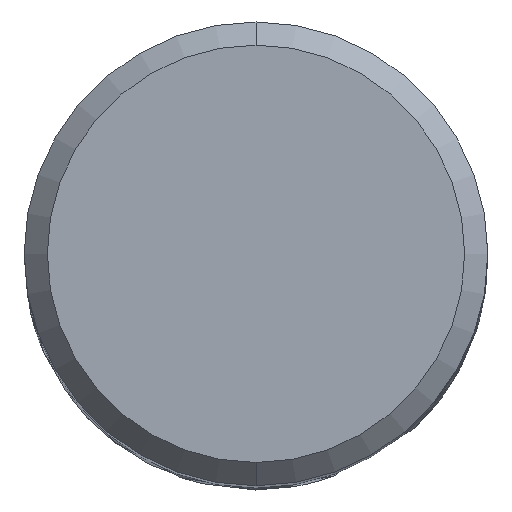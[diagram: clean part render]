
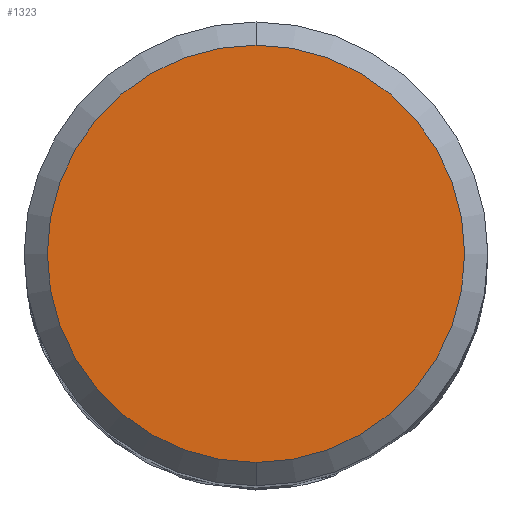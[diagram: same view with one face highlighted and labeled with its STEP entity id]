
A CAD part, top view. The second image highlights one B-rep face of the part: STEP entity #1323.
In plain terms, the highlighted planar face has unit normal (0, 0, 1).
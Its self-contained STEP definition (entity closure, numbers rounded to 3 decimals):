
#883=VERTEX_POINT('',#1945);
#891=VERTEX_POINT('',#1953);
#957=EDGE_CURVE('',#891,#883,#2025,.T.);
#1323=ADVANCED_FACE('',(#2429),#2430,.T.);
#1439=EDGE_CURVE('',#883,#891,#2555,.T.);
#1945=CARTESIAN_POINT('',(0.0,9.0,0.0));
#1953=CARTESIAN_POINT('',(0.,-9.0,0.0));
#2025=CIRCLE('',#4642,9.0);
#2429=FACE_OUTER_BOUND('',#6975,.T.);
#2430=PLANE('',#6976);
#2555=CIRCLE('',#7914,9.0);
#4642=AXIS2_PLACEMENT_3D('',#8868,#8869,#8870);
#6975=EDGE_LOOP('',(#9392,#9393));
#6976=AXIS2_PLACEMENT_3D('',#9394,#9395,#9396);
#7914=AXIS2_PLACEMENT_3D('',#9501,#9502,#9503);
#8868=CARTESIAN_POINT('',(0.0,0.0,0.0));
#8869=DIRECTION('',(0.0,0.0,-1.0));
#8870=DIRECTION('',(0.0,1.0,0.0));
#9392=ORIENTED_EDGE('',*,*,#1439,.F.);
#9393=ORIENTED_EDGE('',*,*,#957,.F.);
#9394=CARTESIAN_POINT('',(0.0,4.5,0.0));
#9395=DIRECTION('',(-0.0,0.0,1.0));
#9396=DIRECTION('',(0.0,-1.0,0.0));
#9501=CARTESIAN_POINT('',(0.0,0.0,0.0));
#9502=DIRECTION('',(0.0,0.0,-1.0));
#9503=DIRECTION('',(0.0,1.0,0.0));
